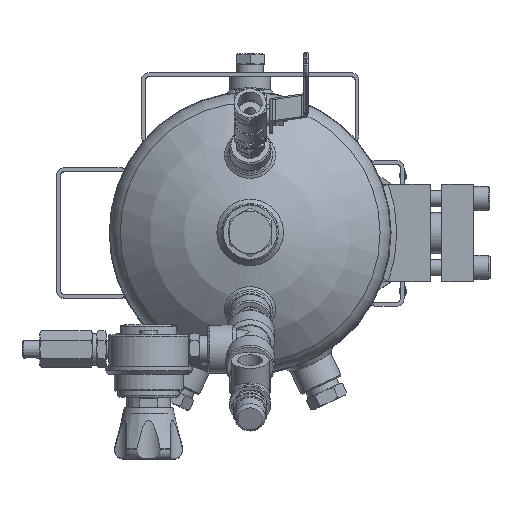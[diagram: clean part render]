
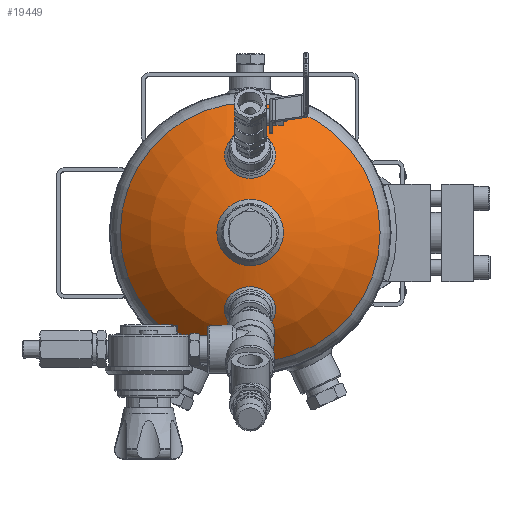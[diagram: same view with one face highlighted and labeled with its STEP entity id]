
A CAD part, top view. The second image highlights one B-rep face of the part: STEP entity #19449.
In plain terms, the highlighted spherical face has radius 140.215 mm.
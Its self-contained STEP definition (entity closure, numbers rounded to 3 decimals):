
#2753=SPHERICAL_SURFACE('',#26268,140.215);
#4210=CIRCLE('',#26269,17.526);
#4211=CIRCLE('',#26270,22.513);
#4212=CIRCLE('',#26271,17.526);
#4213=CIRCLE('',#26272,101.553);
#5048=ORIENTED_EDGE('',*,*,#10299,.T.);
#5049=ORIENTED_EDGE('',*,*,#10300,.T.);
#5050=ORIENTED_EDGE('',*,*,#10301,.T.);
#5051=ORIENTED_EDGE('',*,*,#10302,.F.);
#10299=EDGE_CURVE('',#12937,#12937,#4210,.T.);
#10300=EDGE_CURVE('',#12938,#12938,#4211,.T.);
#10301=EDGE_CURVE('',#12939,#12939,#4212,.T.);
#10302=EDGE_CURVE('',#12940,#12940,#4213,.T.);
#12937=VERTEX_POINT('',#35567);
#12938=VERTEX_POINT('',#35569);
#12939=VERTEX_POINT('',#35571);
#12940=VERTEX_POINT('',#35573);
#15341=EDGE_LOOP('',(#5048));
#15342=EDGE_LOOP('',(#5049));
#15343=EDGE_LOOP('',(#5050));
#15344=EDGE_LOOP('',(#5051));
#17261=FACE_BOUND('',#15341,.T.);
#17262=FACE_BOUND('',#15342,.T.);
#17263=FACE_BOUND('',#15343,.T.);
#17264=FACE_BOUND('',#15344,.T.);
#19449=ADVANCED_FACE('',(#17261,#17262,#17263,#17264),#2753,.T.);
#26268=AXIS2_PLACEMENT_3D('',#35565,#28434,#28435);
#26269=AXIS2_PLACEMENT_3D('',#35566,#28436,#28437);
#26270=AXIS2_PLACEMENT_3D('',#35568,#28438,#28439);
#26271=AXIS2_PLACEMENT_3D('',#35570,#28440,#28441);
#26272=AXIS2_PLACEMENT_3D('',#35572,#28442,#28443);
#28434=DIRECTION('',(0.,0.,-1.));
#28435=DIRECTION('',(-1.,0.,0.));
#28436=DIRECTION('',(-0.435,0.,-0.9));
#28437=DIRECTION('',(-0.9,0.,0.435));
#28438=DIRECTION('',(0.,0.,-1.));
#28439=DIRECTION('',(-1.,0.,0.));
#28440=DIRECTION('',(0.435,0.,-0.9));
#28441=DIRECTION('',(-0.9,0.,-0.435));
#28442=DIRECTION('',(0.,0.,-1.));
#28443=DIRECTION('',(-1.,0.,0.));
#35565=CARTESIAN_POINT('',(0.,0.,-38.615));
#35566=CARTESIAN_POINT('',(60.522,0.,86.646));
#35567=CARTESIAN_POINT('',(44.741,0.,94.27));
#35568=CARTESIAN_POINT('',(0.,0.,99.781));
#35569=CARTESIAN_POINT('',(-22.513,0.,99.781));
#35570=CARTESIAN_POINT('',(-60.522,0.,86.646));
#35571=CARTESIAN_POINT('',(-76.302,0.,79.021));
#35572=CARTESIAN_POINT('',(0.,0.,58.066));
#35573=CARTESIAN_POINT('',(-101.553,0.,58.066));
